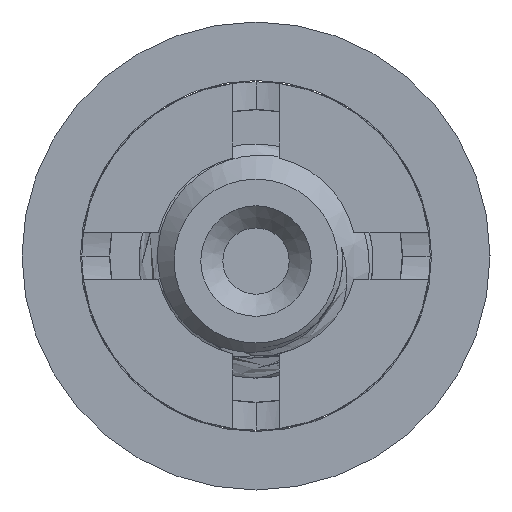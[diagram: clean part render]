
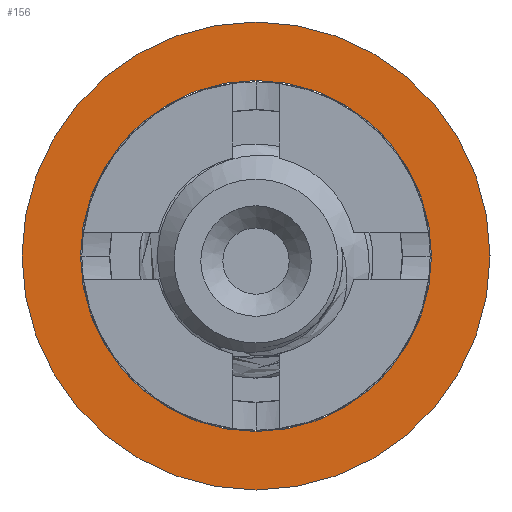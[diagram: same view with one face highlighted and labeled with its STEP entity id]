
A CAD part, left-side view. The second image highlights one B-rep face of the part: STEP entity #156.
In plain terms, the highlighted planar face has unit normal (-1, 0, 0).
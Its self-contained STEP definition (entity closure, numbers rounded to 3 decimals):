
#32=CARTESIAN_POINT('',(8.731,0.,4.763));
#33=VERTEX_POINT('',#32);
#42=CARTESIAN_POINT('',(8.731,-0.,-4.763));
#43=VERTEX_POINT('',#42);
#44=CARTESIAN_POINT('',(8.731,0.,0.));
#45=DIRECTION('',(1.,0.,0.));
#46=DIRECTION('',(0.,0.,-1.));
#47=AXIS2_PLACEMENT_3D('',#44,#45,#46);
#48=CIRCLE('',#47,4.763);
#49=EDGE_CURVE('',#43,#33,#48,.T.);
#51=CARTESIAN_POINT('',(8.731,0.,0.));
#52=DIRECTION('',(1.,0.,0.));
#53=DIRECTION('',(0.,0.,-1.));
#54=AXIS2_PLACEMENT_3D('',#51,#52,#53);
#55=CIRCLE('',#54,4.763);
#56=EDGE_CURVE('',#33,#43,#55,.T.);
#83=CARTESIAN_POINT('',(8.731,0.,6.35));
#84=VERTEX_POINT('',#83);
#110=CARTESIAN_POINT('',(8.731,-0.,-6.35));
#111=VERTEX_POINT('',#110);
#112=CARTESIAN_POINT('',(8.731,0.,0.));
#113=DIRECTION('',(1.,0.,0.));
#114=DIRECTION('',(0.,0.,-1.));
#115=AXIS2_PLACEMENT_3D('',#112,#113,#114);
#116=CIRCLE('',#115,6.35);
#117=EDGE_CURVE('',#84,#111,#116,.T.);
#119=CARTESIAN_POINT('',(8.731,0.,0.));
#120=DIRECTION('',(1.,0.,0.));
#121=DIRECTION('',(0.,0.,-1.));
#122=AXIS2_PLACEMENT_3D('',#119,#120,#121);
#123=CIRCLE('',#122,6.35);
#124=EDGE_CURVE('',#111,#84,#123,.T.);
#143=CARTESIAN_POINT('',(8.731,0.,0.));
#144=DIRECTION('',(1.,0.,0.));
#145=DIRECTION('',(0.,0.,-1.));
#146=AXIS2_PLACEMENT_3D('',#143,#144,#145);
#147=PLANE('',#146);
#148=ORIENTED_EDGE('',*,*,#49,.T.);
#149=ORIENTED_EDGE('',*,*,#56,.T.);
#150=EDGE_LOOP('',(#148,#149));
#151=FACE_BOUND('',#150,.T.);
#152=ORIENTED_EDGE('',*,*,#117,.F.);
#153=ORIENTED_EDGE('',*,*,#124,.F.);
#154=EDGE_LOOP('',(#152,#153));
#155=FACE_BOUND('',#154,.T.);
#156=ADVANCED_FACE('',(#151,#155),#147,.F.);
